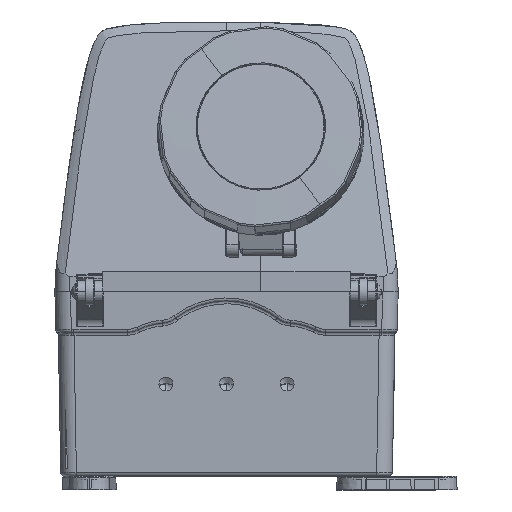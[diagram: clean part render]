
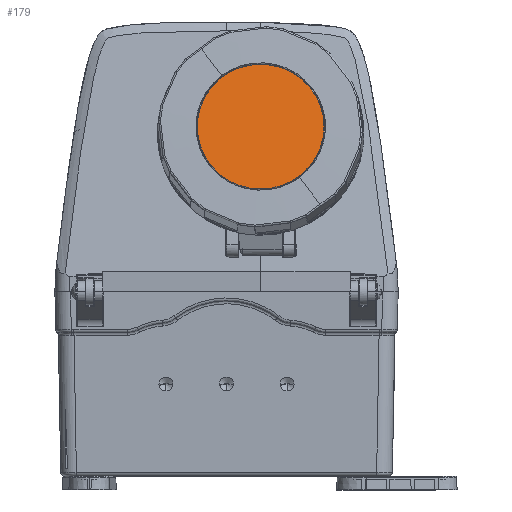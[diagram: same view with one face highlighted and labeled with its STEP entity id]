
A CAD part, front view. The second image highlights one B-rep face of the part: STEP entity #179.
In plain terms, the highlighted planar face has unit normal (0, -0.984, 0.179).
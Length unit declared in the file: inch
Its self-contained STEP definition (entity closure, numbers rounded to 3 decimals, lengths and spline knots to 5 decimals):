
#179 = ADVANCED_FACE ( 'NONE', ( #65971 ), #16598, .T. ) ;
#4512 = AXIS2_PLACEMENT_3D ( 'NONE', #44556, #19069, #63483 ) ;
#8472 = VERTEX_POINT ( 'NONE', #62967 ) ;
#9641 = DIRECTION ( 'NONE',  ( 0., -0.984, 0.179 ) ) ;
#13483 = ORIENTED_EDGE ( 'NONE', *, *, #54880, .T. ) ;
#16355 = DIRECTION ( 'NONE',  ( 0., -0.984, 0.179 ) ) ;
#16598 = PLANE ( 'NONE',  #66097 ) ;
#19069 = DIRECTION ( 'NONE',  ( 0., -0.984, 0.179 ) ) ;
#22528 = DIRECTION ( 'NONE',  ( 0., 0.179, 0.984 ) ) ;
#27802 = CIRCLE ( 'NONE', #54020, 1.27397 ) ;
#34674 = CIRCLE ( 'NONE', #4512, 1.27397 ) ;
#42355 = EDGE_LOOP ( 'NONE', ( #53692, #13483 ) ) ;
#44556 = CARTESIAN_POINT ( 'NONE',  ( 0.6864, -8.60288, 7.02353 ) ) ;
#52135 = DIRECTION ( 'NONE',  ( 0., 0.179, 0.984 ) ) ;
#53257 = CARTESIAN_POINT ( 'NONE',  ( 0.6864, -8.83141, 5.77022 ) ) ;
#53692 = ORIENTED_EDGE ( 'NONE', *, *, #76520, .T. ) ;
#54016 = CARTESIAN_POINT ( 'NONE',  ( 0.6864, -8.60288, 7.02353 ) ) ;
#54020 = AXIS2_PLACEMENT_3D ( 'NONE', #59974, #16355, #22528 ) ;
#54880 = EDGE_CURVE ( 'NONE', #63395, #8472, #34674, .T. ) ;
#59974 = CARTESIAN_POINT ( 'NONE',  ( 0.6864, -8.60288, 7.02353 ) ) ;
#62967 = CARTESIAN_POINT ( 'NONE',  ( 0.6864, -8.37435, 8.27684 ) ) ;
#63395 = VERTEX_POINT ( 'NONE', #53257 ) ;
#63483 = DIRECTION ( 'NONE',  ( 0., 0.179, 0.984 ) ) ;
#65971 = FACE_OUTER_BOUND ( 'NONE', #42355, .T. ) ;
#66097 = AXIS2_PLACEMENT_3D ( 'NONE', #54016, #9641, #52135 ) ;
#76520 = EDGE_CURVE ( 'NONE', #8472, #63395, #27802, .T. ) ;
